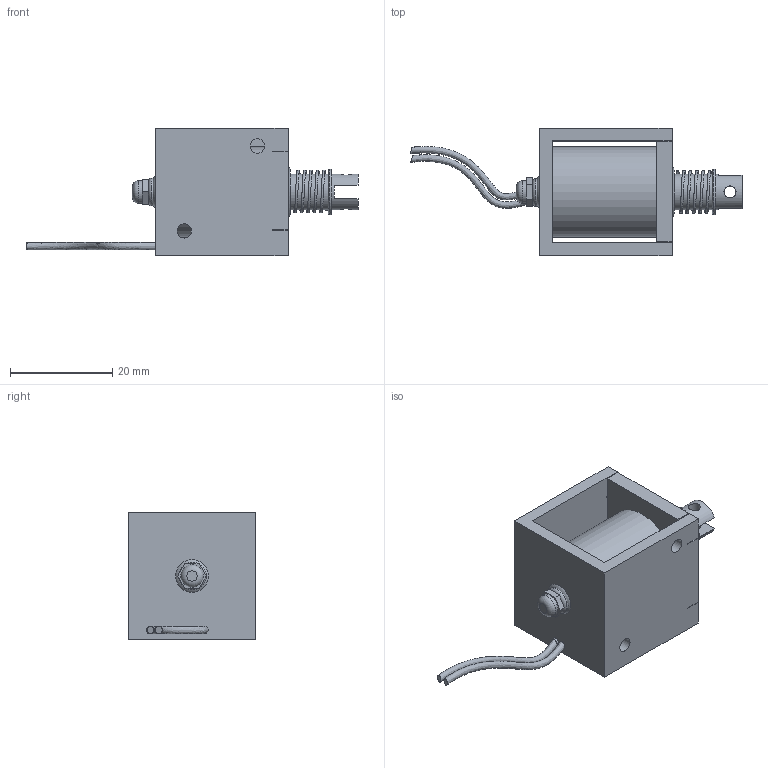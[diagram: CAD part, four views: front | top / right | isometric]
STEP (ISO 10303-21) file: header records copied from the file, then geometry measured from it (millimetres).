
FILE_DESCRIPTION(('HOOPS Exchange Step'),'2;1');
FILE_NAME('temp_export','2022-11-22T08:56:44+08:00',('mobile'),('Shapr3D Limited'),'HOOPS Exchange 2022.1','Shapr3D','Authorized');
FILE_SCHEMA( ('AUTOMOTIVE_DESIGN { 1 0 10303 214 1 1 1 1 }') );
Length unit declared in the file: millimetre
Products named in the file (1): root
Bounding box: 65.04 x 25 x 25 mm (x, y, z)
Volume: 11750 mm3; surface area: 7181.4 mm2
Topology: 8 solids, 8 shells, 88 faces, 226 edges, 152 vertices
Faces by surface type: plane 61, cylinder 13, torus 8, bspline 6
Full cylindrical faces by diameter (mm): 2.36 x2, 2.828 x2, 3.13 x1, 4.2 x1, 4.453 x1, 7 x2, 17.692 x1
Entity records: 5812 total; most frequent: CARTESIAN_POINT 3572, ORIENTED_EDGE 448, DIRECTION 444, EDGE_CURVE 224, AXIS2_PLACEMENT_3D 154, VERTEX_POINT 152, VECTOR 136, LINE 136
